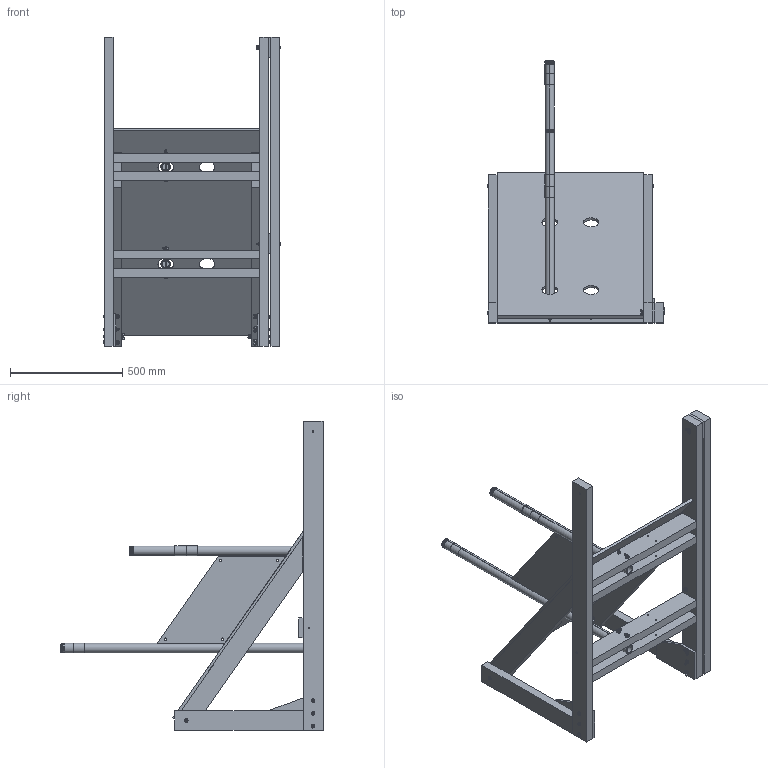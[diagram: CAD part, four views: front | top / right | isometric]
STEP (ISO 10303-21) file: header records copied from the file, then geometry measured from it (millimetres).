
FILE_DESCRIPTION (( 'STEP AP214' ), '1' );
FILE_NAME ('TE-23002.STEP', '2022-12-22T18:28:42', ( '' ), ( '' ), 'SwSTEP 2.0', 'SolidWorks 2022', '' );
FILE_SCHEMA (( 'AUTOMOTIVE_DESIGN' ));
Length unit declared in the file: inch
Products named in the file (26): CCF-RT-13-1; washer_flat_.25_98023A029; TE-23033; TE-23008; TE-23030; TE-23032; TE-23017; TE-23006; TE-23013; TE-23014; TE-23007; TE-23036; TE-23009; TE-23016; hex_.25_20_4_partial; TE-23037; TE-23012; hex_.25_20_5.5_partial_hex.25_20_5.5; hex_.25_20_2.5_partial_91247A552; TE-23002; hex_.25_20_3.5_partial; TE-23021; TE-23005; TE-23011; wing_.25_20_90866A029; tape_VISIONTARGET
Assembly tree (87 placements, depth 3):
  TE-23002
    TE-23006  x2
    TE-23005
    TE-23007
    TE-23030
      TE-23008  x2
      TE-23009  x4
    TE-23033
      TE-23011
      TE-23012
    TE-23032
      TE-23011
      TE-23012
    TE-23021
      TE-23013  x2
      TE-23014
    hex_.25_20_3.5_partial  x2
    hex_.25_20_5.5_partial_hex.25_20_5.5  x4
    hex_.25_20_2.5_partial_91247A552  x6
    wing_.25_20_90866A029  x14
    washer_flat_.25_98023A029  x28
    TE-23037
      TE-23017
      CCF-RT-13-1
      tape_VISIONTARGET  x2
    TE-23036
      TE-23016
      CCF-RT-13-1
      tape_VISIONTARGET  x2
    hex_.25_20_4_partial  x2
Bounding box: 792.26 x 1168.4 x 1378.5 mm (x, y, z)
Volume: 44822104.2 mm3; surface area: 5112410.4 mm2
Topology: 81 solids, 81 shells, 1934 faces, 4670 edges, 2948 vertices
Faces by surface type: cylinder 816, plane 578, torus 312, cone 216, bspline 12
Entity records: 17632 total; most frequent: CARTESIAN_POINT 6240, DIRECTION 2193, ORIENTED_EDGE 2068, EDGE_CURVE 1034, AXIS2_PLACEMENT_3D 865, VERTEX_POINT 667, EDGE_LOOP 491, LINE 463
